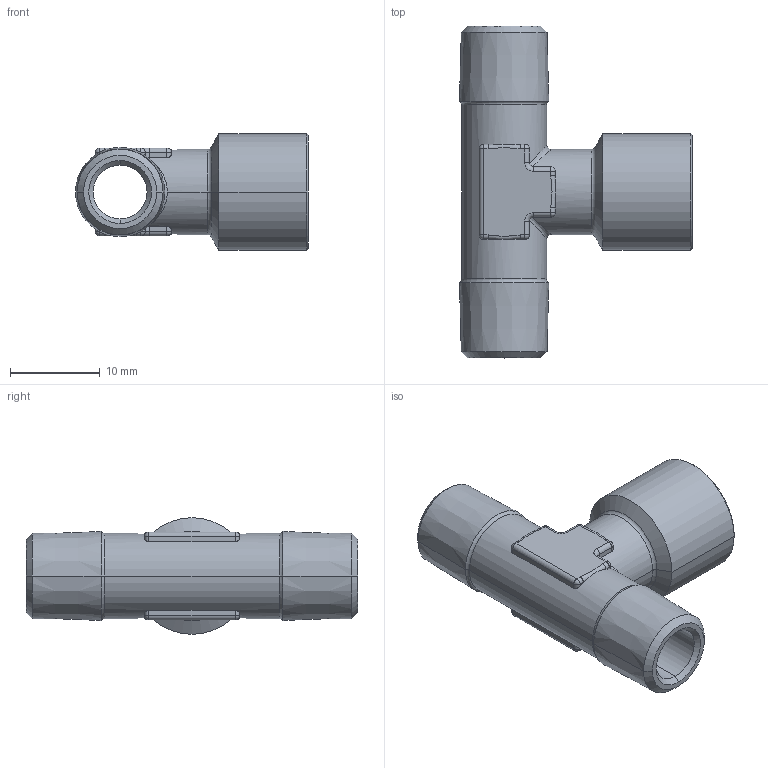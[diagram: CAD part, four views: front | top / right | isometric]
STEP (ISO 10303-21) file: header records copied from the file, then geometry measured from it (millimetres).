
FILE_DESCRIPTION (( 'STEP AP203' ), '1' );
FILE_NAME ('05350001.STEP', '2010-09-15T08:40:08', ( 'Flavio' ), ( '' ), 'SwSTEP 2.0', 'SolidWorks 2009', '' );
FILE_SCHEMA (( 'CONFIG_CONTROL_DESIGN' ));
Length unit declared in the file: millimetre
Products named in the file (1): 05350001
Bounding box: 25.98 x 37 x 13 mm (x, y, z)
Volume: 2708.9 mm3; surface area: 2979.8 mm2
Topology: 1 solids, 1 shells, 126 faces, 299 edges, 162 vertices
Faces by surface type: cylinder 51, plane 27, cone 18, sphere 12, torus 10, bspline 8
Entity records: 4420 total; most frequent: CARTESIAN_POINT 1550, DIRECTION 613, ORIENTED_EDGE 574, EDGE_CURVE 287, AXIS2_PLACEMENT_3D 247, VERTEX_POINT 162, EDGE_LOOP 129, CIRCLE 128
